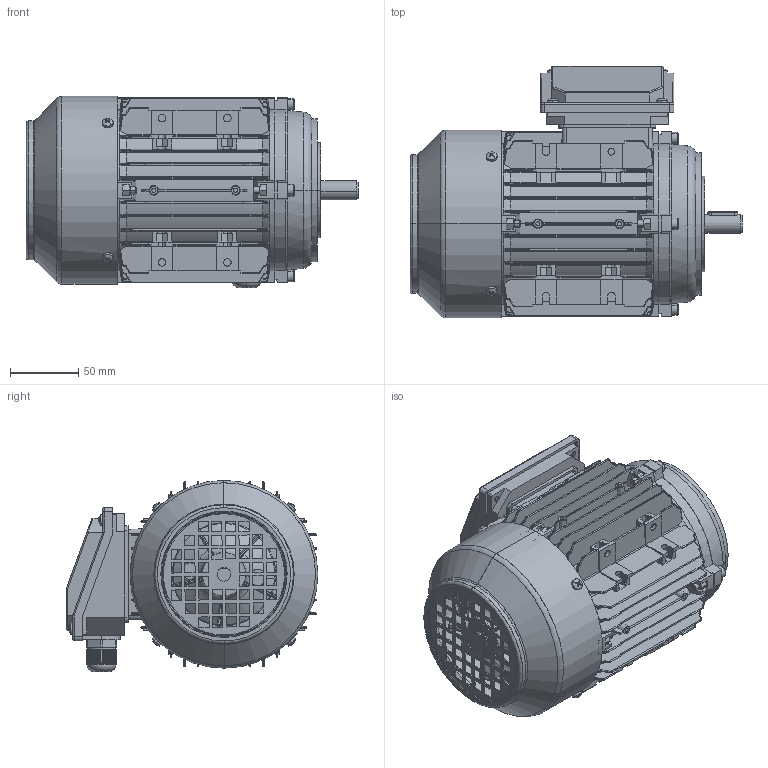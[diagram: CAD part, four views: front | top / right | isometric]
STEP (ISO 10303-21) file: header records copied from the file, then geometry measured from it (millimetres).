
FILE_DESCRIPTION (( 'STEP AP203' ), '1' );
FILE_NAME ('TAN71 B14蚾饜芞.STEP', '2016-08-22T01:23:57', ( 'Users' ), ( 'Microsoft' ), 'SwSTEP 2.0', 'SolidWorks 2008', '' );
FILE_SCHEMA (( 'CONFIG_CONTROL_DESIGN' ));
Length unit declared in the file: millimetre
Products named in the file (14): TA71风罩_默认; TAN71 B14蚾饜芞; MS71 风叶_默认; TA63斜接线盒盖_默认; MS63-71 出线螺套_默认; Cross recessed thread forming screws GB_GB_CROSS_SCREWS_TYPE138 M4X10-N; TAN71 机壳_默认; TAN71 后盖_默认; T71转轴_默认; Hexagon nuts grade C GB_GB_FASTENER_NUT_SNC1 M5-N; Hexagon socket head cap screws GB_GB_FASTENER_SCREWS_HSHCS M5X25-N; Plain parallel keys_GB_CONNECTING_PIECE_KEYS_CSK 5X22; TA63斜接线盒座 （配新壳）_默认; TAN71 B14盖_默认
Assembly tree (34 placements, depth 2):
  TAN71 B14蚾饜芞
    Hexagon socket head cap screws GB_GB_FASTENER_SCREWS_HSHCS M5X25-N  x8
    TA63斜接线盒盖_默认
    Hexagon nuts grade C GB_GB_FASTENER_NUT_SNC1 M5-N  x8
    Cross recessed thread forming screws GB_GB_CROSS_SCREWS_TYPE138 M4X10-N  x8
    TAN71 后盖_默认
    TAN71 机壳_默认
    TA71风罩_默认
    TA63斜接线盒座 （配新壳）_默认
    MS63-71 出线螺套_默认
    T71转轴_默认
    TAN71 B14盖_默认
    Plain parallel keys_GB_CONNECTING_PIECE_KEYS_CSK 5X22
    MS71 风叶_默认
Bounding box: 244 x 185 x 140.5 mm (x, y, z)
Volume: 587540.1 mm3; surface area: 475777.6 mm2
Topology: 34 solids, 34 shells, 3994 faces, 10494 edges, 6579 vertices
Faces by surface type: plane 1895, cylinder 1030, bspline 548, cone 345, torus 146, sphere 30
Entity records: 128246 total; most frequent: CARTESIAN_POINT 43705, ORIENTED_EDGE 18716, DIRECTION 15426, EDGE_CURVE 9358, VERTEX_POINT 5900, AXIS2_PLACEMENT_3D 5377, VECTOR 4672, LINE 4672
